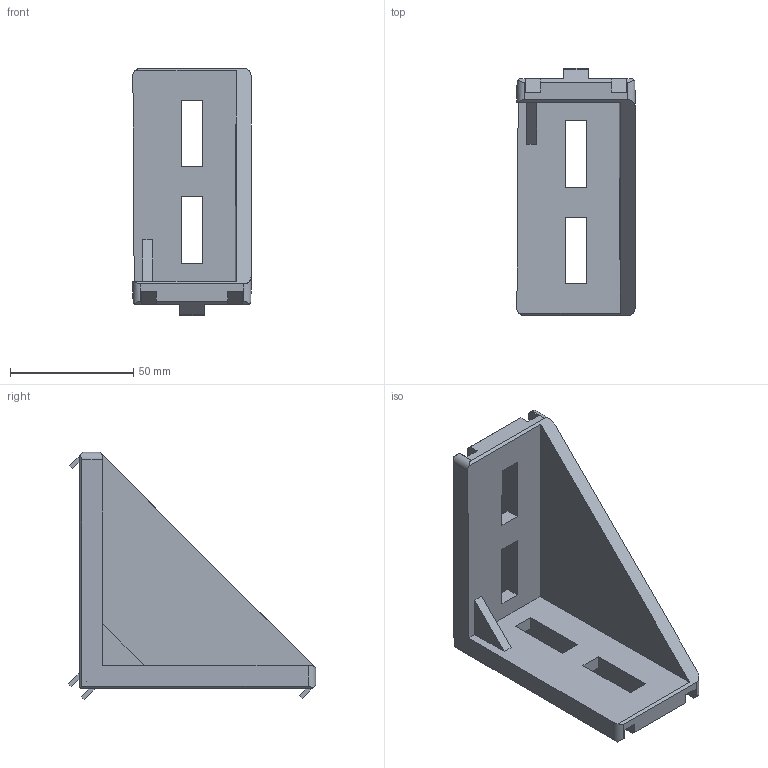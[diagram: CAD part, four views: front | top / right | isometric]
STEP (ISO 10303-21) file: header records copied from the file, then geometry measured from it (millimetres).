
FILE_DESCRIPTION(('STEP AP214'),'1');
FILE_NAME('cctmp_18B147F7-0CCA-4431-AE17-69F7F9CF7F1F_2020_1_13_15_49_47_411..stp','2020-01-13T14:49:47',('Bosch Rexroth AG'),('CADClick - www.CADClick.com'),'Spatial InterOp 3D',' ','unknown authorization - (Healing Option Enabled)');
FILE_SCHEMA(('AUTOMOTIVE_DESIGN'));
Length unit declared in the file: millimetre
Products named in the file (1): 2020_01_13__15-49-47-411
Bounding box: 47.99 x 100.35 x 100.35 mm (x, y, z)
Volume: 81022.9 mm3; surface area: 32846.2 mm2
Topology: 1 solids, 1 shells, 203 faces, 559 edges, 370 vertices
Faces by surface type: plane 184, cylinder 14, sphere 4, torus 1
Entity records: 8042 total; most frequent: CARTESIAN_POINT 1154, ORIENTED_EDGE 1118, DIRECTION 1016, EDGE_CURVE 559, LINE 508, VECTOR 508, VERTEX_POINT 370, AXIS2_PLACEMENT_3D 254
